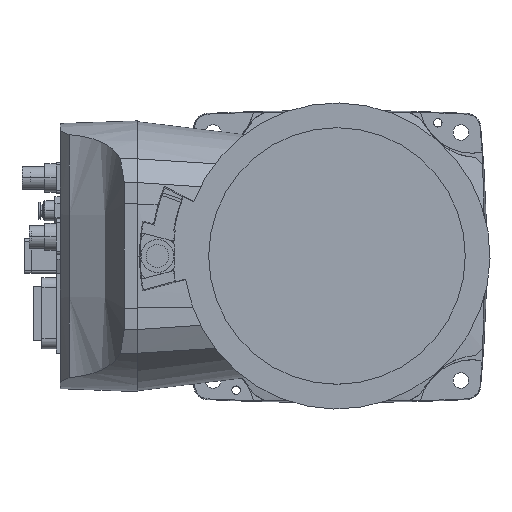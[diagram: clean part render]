
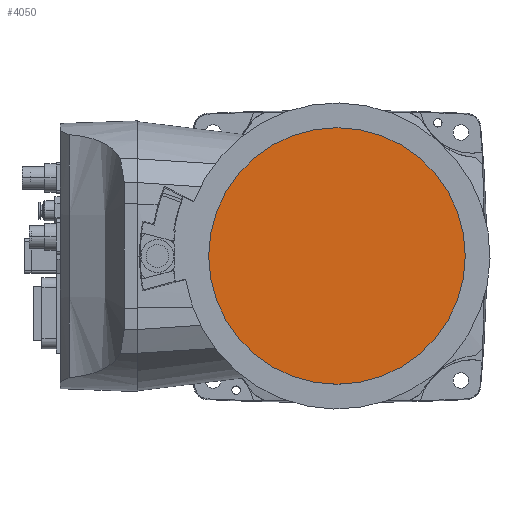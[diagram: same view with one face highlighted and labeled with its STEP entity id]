
A CAD part, top view. The second image highlights one B-rep face of the part: STEP entity #4050.
In plain terms, the highlighted planar face has unit normal (0, 0, 1).
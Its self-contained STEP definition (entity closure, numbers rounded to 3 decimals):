
#84 = DIRECTION ( 'NONE',  ( 1., 0., 0. ) ) ;
#460 = AXIS2_PLACEMENT_3D ( 'NONE', #9076, #12003, #9012 ) ;
#1329 = DIRECTION ( 'NONE',  ( 0., 0., -1. ) ) ;
#1383 = AXIS2_PLACEMENT_3D ( 'NONE', #4974, #1329, #84 ) ;
#1643 = CARTESIAN_POINT ( 'NONE',  ( 90., 0., 224. ) ) ;
#3441 = CIRCLE ( 'NONE', #1383, 90. ) ;
#3492 = DIRECTION ( 'NONE',  ( 1., 0., 0. ) ) ;
#3565 = ORIENTED_EDGE ( 'NONE', *, *, #8984, .F. ) ;
#4050 = ADVANCED_FACE ( 'NONE', ( #5145 ), #11939, .T. ) ;
#4974 = CARTESIAN_POINT ( 'NONE',  ( 0., 0., 224. ) ) ;
#5136 = CIRCLE ( 'NONE', #12158, 90. ) ;
#5145 = FACE_OUTER_BOUND ( 'NONE', #12160, .T. ) ;
#5161 = EDGE_CURVE ( 'NONE', #9936, #5591, #3441, .T. ) ;
#5591 = VERTEX_POINT ( 'NONE', #1643 ) ;
#5764 = ORIENTED_EDGE ( 'NONE', *, *, #5161, .F. ) ;
#8026 = CARTESIAN_POINT ( 'NONE',  ( 0., 0., 224. ) ) ;
#8984 = EDGE_CURVE ( 'NONE', #5591, #9936, #5136, .T. ) ;
#9012 = DIRECTION ( 'NONE',  ( 1., 0., 0. ) ) ;
#9076 = CARTESIAN_POINT ( 'NONE',  ( 0., 0., 224. ) ) ;
#9936 = VERTEX_POINT ( 'NONE', #11117 ) ;
#11117 = CARTESIAN_POINT ( 'NONE',  ( -90., 0., 224. ) ) ;
#11939 = PLANE ( 'NONE',  #460 ) ;
#11978 = DIRECTION ( 'NONE',  ( 0., 0., -1. ) ) ;
#12003 = DIRECTION ( 'NONE',  ( 0., 0., 1. ) ) ;
#12158 = AXIS2_PLACEMENT_3D ( 'NONE', #8026, #11978, #3492 ) ;
#12160 = EDGE_LOOP ( 'NONE', ( #3565, #5764 ) ) ;
